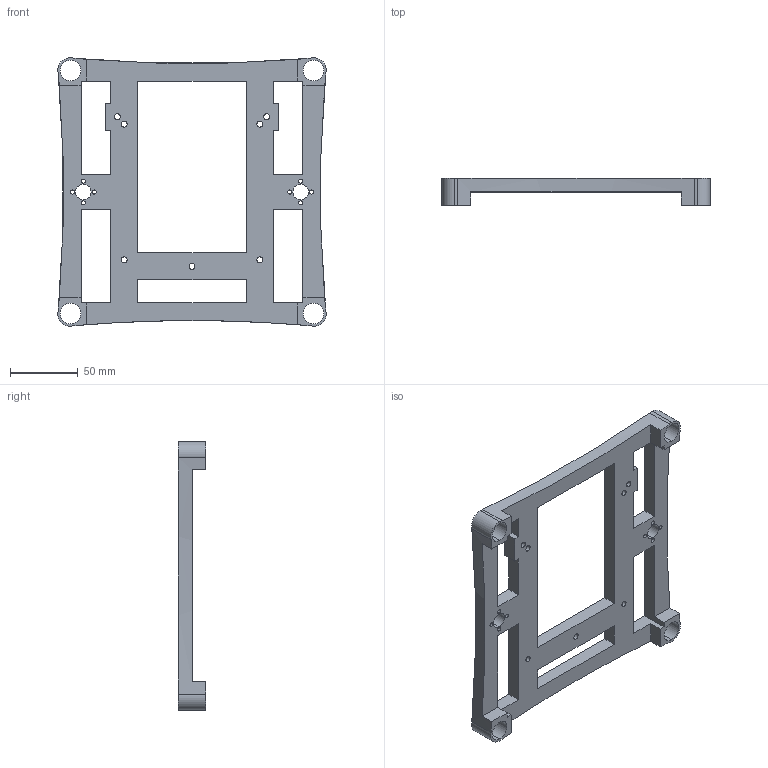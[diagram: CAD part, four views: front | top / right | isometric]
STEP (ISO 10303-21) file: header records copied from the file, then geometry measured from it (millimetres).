
FILE_DESCRIPTION (( 'STEP AP214' ), '1' );
FILE_NAME ('V1Rook_Tray 2.0.STEP', '2022-11-28T15:47:30', ( '' ), ( '' ), 'SwSTEP 2.0', 'SolidWorks 2020', '' );
FILE_SCHEMA (( 'AUTOMOTIVE_DESIGN' ));
Length unit declared in the file: millimetre
Products named in the file (1): V1Rook_Tray 2.0
Bounding box: 197.72 x 20 x 197.73 mm (x, y, z)
Volume: 192239.6 mm3; surface area: 68391.1 mm2
Topology: 1 solids, 1 shells, 116 faces, 339 edges, 226 vertices
Faces by surface type: cylinder 65, plane 51
Entity records: 4043 total; most frequent: DIRECTION 711, CARTESIAN_POINT 682, ORIENTED_EDGE 678, EDGE_CURVE 339, AXIS2_PLACEMENT_3D 255, VERTEX_POINT 226, LINE 201, VECTOR 201
